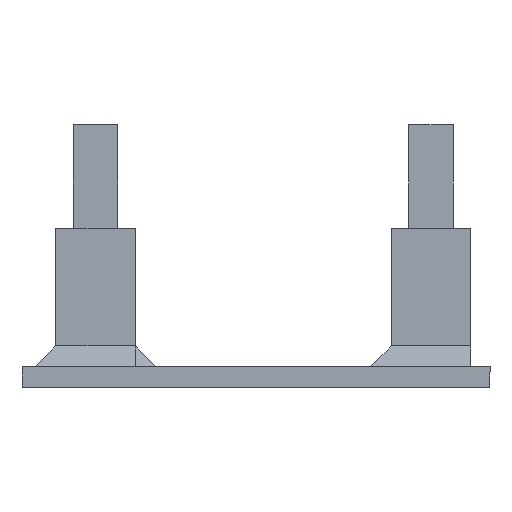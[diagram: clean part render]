
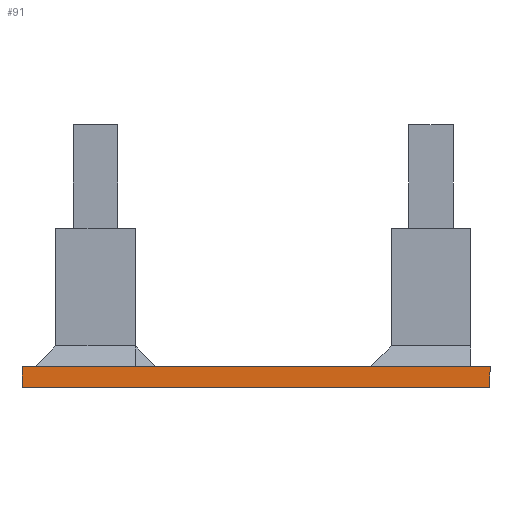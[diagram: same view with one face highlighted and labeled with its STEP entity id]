
A CAD part, left-side view. The second image highlights one B-rep face of the part: STEP entity #91.
In plain terms, the highlighted planar face has unit normal (-1, 0, 0).
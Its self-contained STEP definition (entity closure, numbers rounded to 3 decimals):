
#7 = ORIENTED_EDGE ( 'NONE', *, *, #286, .T. ) ;
#91 = ADVANCED_FACE ( 'NONE', ( #2452 ), #1407, .F. ) ;
#120 = CARTESIAN_POINT ( 'NONE',  ( -16.5, 11.129, 37. ) ) ;
#124 = CARTESIAN_POINT ( 'NONE',  ( -16.5, -56.529, 40. ) ) ;
#244 = LINE ( 'NONE', #124, #1914 ) ;
#283 = VECTOR ( 'NONE', #1738, 1000. ) ;
#286 = EDGE_CURVE ( 'NONE', #445, #2009, #1556, .T. ) ;
#305 = CARTESIAN_POINT ( 'NONE',  ( -16.5, 11.129, 37. ) ) ;
#372 = CARTESIAN_POINT ( 'NONE',  ( -16.5, 11.129, 40. ) ) ;
#434 = DIRECTION ( 'NONE',  ( 0., 0., -1. ) ) ;
#445 = VERTEX_POINT ( 'NONE', #120 ) ;
#488 = EDGE_CURVE ( 'NONE', #1235, #939, #2073, .T. ) ;
#778 = ORIENTED_EDGE ( 'NONE', *, *, #2158, .T. ) ;
#811 = CARTESIAN_POINT ( 'NONE',  ( -16.5, 11.129, 40. ) ) ;
#939 = VERTEX_POINT ( 'NONE', #1123 ) ;
#1034 = DIRECTION ( 'NONE',  ( 1., 0., 0. ) ) ;
#1123 = CARTESIAN_POINT ( 'NONE',  ( -16.5, -56.529, 40. ) ) ;
#1235 = VERTEX_POINT ( 'NONE', #1610 ) ;
#1295 = VECTOR ( 'NONE', #2141, 1000. ) ;
#1407 = PLANE ( 'NONE',  #2442 ) ;
#1408 = EDGE_CURVE ( 'NONE', #939, #2009, #244, .T. ) ;
#1452 = DIRECTION ( 'NONE',  ( 0., 0., -1. ) ) ;
#1511 = LINE ( 'NONE', #1564, #1295 ) ;
#1520 = ORIENTED_EDGE ( 'NONE', *, *, #1408, .F. ) ;
#1556 = LINE ( 'NONE', #305, #2472 ) ;
#1562 = EDGE_LOOP ( 'NONE', ( #7, #1520, #1902, #778 ) ) ;
#1564 = CARTESIAN_POINT ( 'NONE',  ( -16.5, 11.129, 40. ) ) ;
#1610 = CARTESIAN_POINT ( 'NONE',  ( -16.5, 11.129, 40. ) ) ;
#1738 = DIRECTION ( 'NONE',  ( 0., -1., 0. ) ) ;
#1792 = CARTESIAN_POINT ( 'NONE',  ( -16.5, -56.529, 37. ) ) ;
#1902 = ORIENTED_EDGE ( 'NONE', *, *, #488, .F. ) ;
#1914 = VECTOR ( 'NONE', #1452, 1000. ) ;
#2009 = VERTEX_POINT ( 'NONE', #1792 ) ;
#2073 = LINE ( 'NONE', #372, #283 ) ;
#2141 = DIRECTION ( 'NONE',  ( 0., 0., -1. ) ) ;
#2158 = EDGE_CURVE ( 'NONE', #1235, #445, #1511, .T. ) ;
#2433 = DIRECTION ( 'NONE',  ( 0., -1., 0. ) ) ;
#2442 = AXIS2_PLACEMENT_3D ( 'NONE', #811, #1034, #434 ) ;
#2452 = FACE_OUTER_BOUND ( 'NONE', #1562, .T. ) ;
#2472 = VECTOR ( 'NONE', #2433, 1000. ) ;
